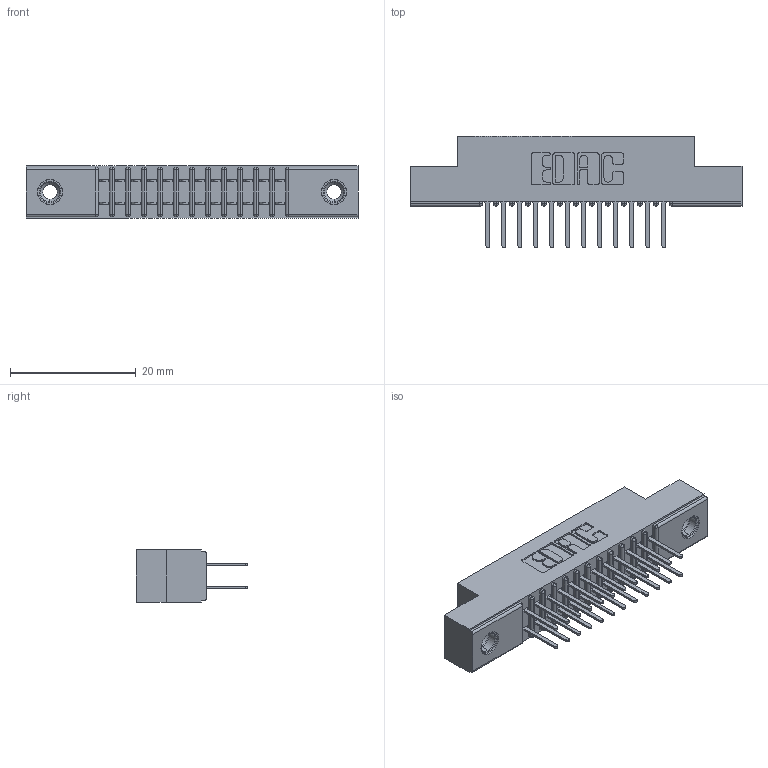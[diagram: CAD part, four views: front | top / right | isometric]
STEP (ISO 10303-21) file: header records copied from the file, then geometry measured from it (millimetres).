
FILE_DESCRIPTION (( 'STEP AP203' ), '1' );
FILE_NAME ('341-024-521-208.STEP', '2018-08-06T18:00:35', ( '' ), ( '' ), 'SwSTEP 2.0', 'SolidWorks 2016', '' );
FILE_SCHEMA (( 'CONFIG_CONTROL_DESIGN' ));
Length unit declared in the file: inch
Products named in the file (4): 341-292-001_341-292-121; 345-250-001_345-250-003-102; 341-024-521-208; 341 Part_.156 (3.96) Dia Mounting Holes
Assembly tree (27 placements, depth 2):
  341-024-521-208
    341 Part_.156 (3.96) Dia Mounting Holes
    341-292-001_341-292-121  x24
    345-250-001_345-250-003-102  x2
Bounding box: 52.7 x 17.7 x 8.38 mm (x, y, z)
Volume: 3039.5 mm3; surface area: 5835.8 mm2
Topology: 27 solids, 27 shells, 1760 faces, 5048 edges, 3266 vertices
Faces by surface type: plane 1060, cylinder 636, sphere 26, torus 26, cone 12
Entity records: 19704 total; most frequent: CARTESIAN_POINT 3259, ORIENTED_EDGE 3228, DIRECTION 3194, EDGE_CURVE 1614, LINE 1268, VECTOR 1268, VERTEX_POINT 1028, AXIS2_PLACEMENT_3D 963
